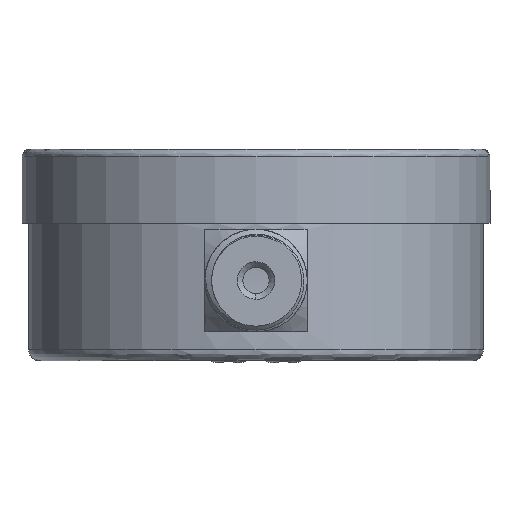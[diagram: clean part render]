
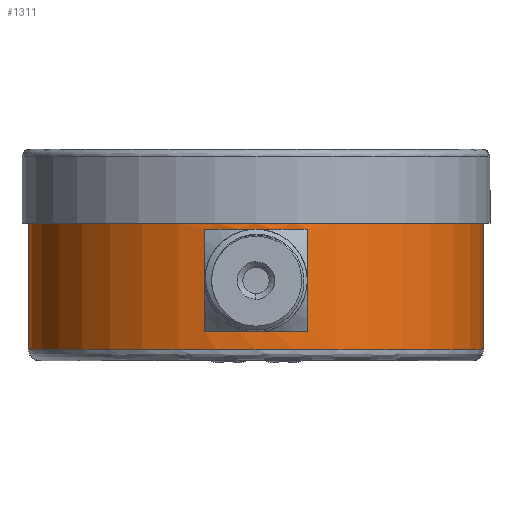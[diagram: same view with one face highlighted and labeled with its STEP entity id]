
A CAD part, front view. The second image highlights one B-rep face of the part: STEP entity #1311.
In plain terms, the highlighted cylindrical face has radius 30.747 mm (diameter 61.493 mm), a partial arc.
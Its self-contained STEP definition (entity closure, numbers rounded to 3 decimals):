
#12 = EDGE_CURVE ( 'NONE', #7488, #11049, #10981, .T. ) ;
#404 = ORIENTED_EDGE ( 'NONE', *, *, #2565, .T. ) ;
#582 = VERTEX_POINT ( 'NONE', #9552 ) ;
#612 = CARTESIAN_POINT ( 'NONE',  ( 0., 0., -27.051 ) ) ;
#637 = ORIENTED_EDGE ( 'NONE', *, *, #2576, .T. ) ;
#660 = DIRECTION ( 'NONE',  ( -1., 0., 0. ) ) ;
#1156 = DIRECTION ( 'NONE',  ( 0., 0., -1. ) ) ;
#1311 = ADVANCED_FACE ( 'NONE', ( #10671, #10030 ), #5881, .T. ) ;
#1513 = DIRECTION ( 'NONE',  ( 0., 0., 1. ) ) ;
#1557 = CARTESIAN_POINT ( 'NONE',  ( -30.747, 0., -28.575 ) ) ;
#1696 = CARTESIAN_POINT ( 'NONE',  ( -30.747, 0., -27.051 ) ) ;
#1745 = EDGE_LOOP ( 'NONE', ( #404, #637, #7302, #7667 ) ) ;
#1849 = ORIENTED_EDGE ( 'NONE', *, *, #2589, .T. ) ;
#1860 = CARTESIAN_POINT ( 'NONE',  ( 6.922, -29.958, -24.65 ) ) ;
#2099 = VERTEX_POINT ( 'NONE', #1696 ) ;
#2116 = LINE ( 'NONE', #12750, #4524 ) ;
#2507 = CIRCLE ( 'NONE', #11255, 30.747 ) ;
#2527 = VECTOR ( 'NONE', #5549, 1000. ) ;
#2565 = EDGE_CURVE ( 'NONE', #582, #8225, #2116, .T. ) ;
#2576 = EDGE_CURVE ( 'NONE', #8225, #7488, #12359, .T. ) ;
#2589 = EDGE_CURVE ( 'NONE', #2737, #2099, #9319, .T. ) ;
#2737 = VERTEX_POINT ( 'NONE', #3083 ) ;
#2800 = ORIENTED_EDGE ( 'NONE', *, *, #9834, .F. ) ;
#3083 = CARTESIAN_POINT ( 'NONE',  ( -30.747, 0., -10.008 ) ) ;
#3656 = ORIENTED_EDGE ( 'NONE', *, *, #9268, .T. ) ;
#3932 = CARTESIAN_POINT ( 'NONE',  ( 0., 0., -10.807 ) ) ;
#4136 = CARTESIAN_POINT ( 'NONE',  ( -6.922, -29.958, -10.807 ) ) ;
#4346 = DIRECTION ( 'NONE',  ( 0., 0., -1. ) ) ;
#4506 = DIRECTION ( 'NONE',  ( -1., 0., 0. ) ) ;
#4524 = VECTOR ( 'NONE', #1513, 1000. ) ;
#5067 = VECTOR ( 'NONE', #5663, 1000. ) ;
#5106 = AXIS2_PLACEMENT_3D ( 'NONE', #9304, #1156, #5328 ) ;
#5328 = DIRECTION ( 'NONE',  ( -1., 0., 0. ) ) ;
#5465 = CARTESIAN_POINT ( 'NONE',  ( 6.922, -29.958, -28.575 ) ) ;
#5549 = DIRECTION ( 'NONE',  ( 0., 0., -1. ) ) ;
#5663 = DIRECTION ( 'NONE',  ( 0., 0., -1. ) ) ;
#5881 = CYLINDRICAL_SURFACE ( 'NONE', #13278, 30.747 ) ;
#5904 = VERTEX_POINT ( 'NONE', #9253 ) ;
#5989 = CARTESIAN_POINT ( 'NONE',  ( 6.922, -29.958, -10.807 ) ) ;
#6593 = VECTOR ( 'NONE', #11936, 1000. ) ;
#7016 = CARTESIAN_POINT ( 'NONE',  ( 30.747, 0., -27.051 ) ) ;
#7302 = ORIENTED_EDGE ( 'NONE', *, *, #12, .T. ) ;
#7381 = EDGE_LOOP ( 'NONE', ( #2800, #12995, #1849, #3656 ) ) ;
#7488 = VERTEX_POINT ( 'NONE', #5989 ) ;
#7513 = DIRECTION ( 'NONE',  ( -1., 0., 0. ) ) ;
#7643 = DIRECTION ( 'NONE',  ( 0., 0., 1. ) ) ;
#7667 = ORIENTED_EDGE ( 'NONE', *, *, #9661, .T. ) ;
#7901 = CARTESIAN_POINT ( 'NONE',  ( 30.747, 0., -28.575 ) ) ;
#8195 = CARTESIAN_POINT ( 'NONE',  ( 0., 0., -28.575 ) ) ;
#8225 = VERTEX_POINT ( 'NONE', #4136 ) ;
#8889 = DIRECTION ( 'NONE',  ( 0., 0., 1. ) ) ;
#9055 = CIRCLE ( 'NONE', #5106, 30.747 ) ;
#9253 = CARTESIAN_POINT ( 'NONE',  ( 30.747, 0., -10.008 ) ) ;
#9268 = EDGE_CURVE ( 'NONE', #2099, #12643, #2507, .T. ) ;
#9304 = CARTESIAN_POINT ( 'NONE',  ( 0., 0., -10.008 ) ) ;
#9319 = LINE ( 'NONE', #1557, #6593 ) ;
#9491 = AXIS2_PLACEMENT_3D ( 'NONE', #3932, #8889, #10972 ) ;
#9552 = CARTESIAN_POINT ( 'NONE',  ( -6.922, -29.958, -24.65 ) ) ;
#9661 = EDGE_CURVE ( 'NONE', #11049, #582, #12751, .T. ) ;
#9834 = EDGE_CURVE ( 'NONE', #5904, #12643, #12419, .T. ) ;
#9931 = EDGE_CURVE ( 'NONE', #5904, #2737, #9055, .T. ) ;
#10030 = FACE_BOUND ( 'NONE', #1745, .T. ) ;
#10671 = FACE_OUTER_BOUND ( 'NONE', #7381, .T. ) ;
#10972 = DIRECTION ( 'NONE',  ( -1., 0., 0. ) ) ;
#10981 = LINE ( 'NONE', #5465, #2527 ) ;
#11049 = VERTEX_POINT ( 'NONE', #1860 ) ;
#11255 = AXIS2_PLACEMENT_3D ( 'NONE', #612, #7643, #660 ) ;
#11745 = CARTESIAN_POINT ( 'NONE',  ( 0., 0., -24.65 ) ) ;
#11936 = DIRECTION ( 'NONE',  ( 0., 0., -1. ) ) ;
#11955 = AXIS2_PLACEMENT_3D ( 'NONE', #11745, #12781, #4506 ) ;
#12359 = CIRCLE ( 'NONE', #9491, 30.747 ) ;
#12419 = LINE ( 'NONE', #7901, #5067 ) ;
#12643 = VERTEX_POINT ( 'NONE', #7016 ) ;
#12750 = CARTESIAN_POINT ( 'NONE',  ( -6.921, -29.958, -28.575 ) ) ;
#12751 = CIRCLE ( 'NONE', #11955, 30.747 ) ;
#12781 = DIRECTION ( 'NONE',  ( 0., 0., -1. ) ) ;
#12995 = ORIENTED_EDGE ( 'NONE', *, *, #9931, .T. ) ;
#13278 = AXIS2_PLACEMENT_3D ( 'NONE', #8195, #4346, #7513 ) ;
